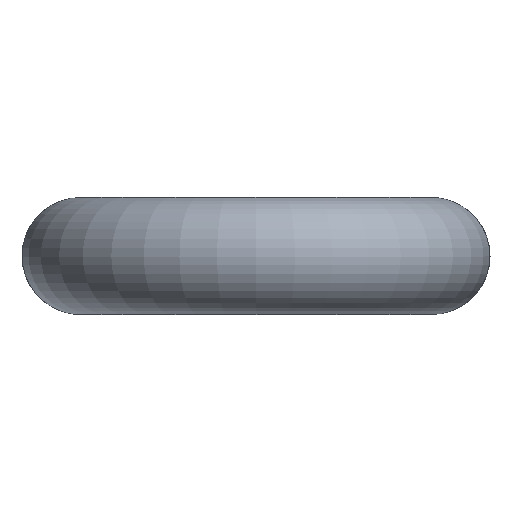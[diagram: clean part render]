
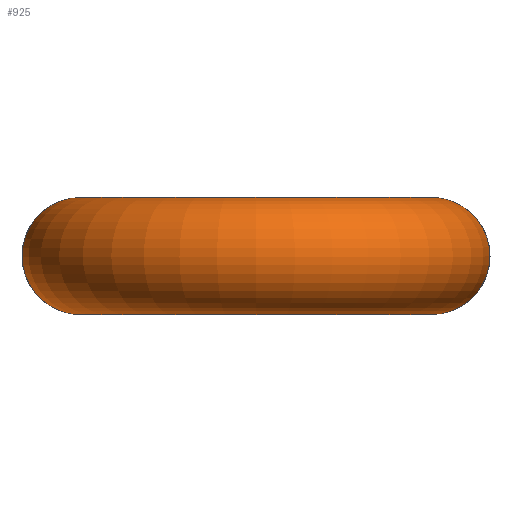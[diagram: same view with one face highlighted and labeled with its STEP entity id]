
A CAD part, front view. The second image highlights one B-rep face of the part: STEP entity #925.
In plain terms, the highlighted toroidal (fillet/blend) face has major radius 24.003 mm and minor radius 8.001 mm.
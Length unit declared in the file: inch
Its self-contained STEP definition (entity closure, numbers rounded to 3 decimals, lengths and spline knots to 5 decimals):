
#15=CARTESIAN_POINT('',(0.,0.0275,-0.315));
#16=DIRECTION('',(0.,0.,-1.));
#17=DIRECTION('',(0.997,-0.071,0.));
#18=AXIS2_PLACEMENT_3D('',#15,#16,#17);
#25=CARTESIAN_POINT('',(0.94258,-0.04,
-0.315));
#26=CARTESIAN_POINT('',(0.95431,-0.04011,
-0.315));
#27=CARTESIAN_POINT('',(0.97714,-0.04031,
-0.31369));
#28=CARTESIAN_POINT('',(1.00885,-0.04057,
-0.30851));
#29=CARTESIAN_POINT('',(1.03862,-0.0408,
-0.30057));
#30=CARTESIAN_POINT('',(1.0667,-0.04101,
-0.29012));
#31=CARTESIAN_POINT('',(1.0934,-0.0412,
-0.27722));
#32=CARTESIAN_POINT('',(1.119,-0.04138,
-0.26174));
#33=CARTESIAN_POINT('',(1.14299,-0.04153,
-0.2439));
#34=CARTESIAN_POINT('',(1.16473,-0.04167,
-0.22433));
#35=CARTESIAN_POINT('',(1.18535,-0.0418,
-0.20202));
#36=CARTESIAN_POINT('',(1.20547,-0.04192,
-0.17538));
#37=CARTESIAN_POINT('',(1.22505,-0.04203,
-0.14233));
#38=CARTESIAN_POINT('',(1.24241,-0.04213,
-0.10166));
#39=CARTESIAN_POINT('',(1.25487,-0.0422,
-0.0539));
#40=CARTESIAN_POINT('',(1.25967,-0.04222,
-0.00004));
#41=CARTESIAN_POINT('',(1.25489,-0.0422,0.05382));
#42=CARTESIAN_POINT('',(1.24243,-0.04213,0.10161));
#43=CARTESIAN_POINT('',(1.22506,-0.04203,0.1423));
#44=CARTESIAN_POINT('',(1.20547,-0.04192,0.17538));
#45=CARTESIAN_POINT('',(1.18534,-0.0418,0.20203));
#46=CARTESIAN_POINT('',(1.16471,-0.04167,0.22435));
#47=CARTESIAN_POINT('',(1.14297,-0.04153,0.24391));
#48=CARTESIAN_POINT('',(1.11898,-0.04137,0.26175));
#49=CARTESIAN_POINT('',(1.09337,-0.0412,0.27724));
#50=CARTESIAN_POINT('',(1.06667,-0.04101,0.29013));
#51=CARTESIAN_POINT('',(1.0386,-0.0408,0.30057));
#52=CARTESIAN_POINT('',(1.00883,-0.04057,0.30851));
#53=CARTESIAN_POINT('',(0.97713,-0.04031,
0.31369));
#54=CARTESIAN_POINT('',(0.95431,-0.04011,
0.315));
#55=CARTESIAN_POINT('',(0.94258,-0.04,
0.315));
#57=CARTESIAN_POINT('',(-0.94258,-0.04,
0.315));
#58=CARTESIAN_POINT('',(-0.95431,-0.04011,
0.315));
#59=CARTESIAN_POINT('',(-0.97713,-0.04031,
0.31369));
#60=CARTESIAN_POINT('',(-1.00883,-0.04057,
0.30851));
#61=CARTESIAN_POINT('',(-1.0386,-0.0408,
0.30057));
#62=CARTESIAN_POINT('',(-1.06667,-0.04101,
0.29013));
#63=CARTESIAN_POINT('',(-1.09337,-0.0412,
0.27724));
#64=CARTESIAN_POINT('',(-1.11898,-0.04137,
0.26175));
#65=CARTESIAN_POINT('',(-1.14297,-0.04153,
0.24391));
#66=CARTESIAN_POINT('',(-1.16472,-0.04167,
0.22435));
#67=CARTESIAN_POINT('',(-1.18534,-0.0418,
0.20203));
#68=CARTESIAN_POINT('',(-1.20547,-0.04192,
0.17538));
#69=CARTESIAN_POINT('',(-1.22506,-0.04203,
0.1423));
#70=CARTESIAN_POINT('',(-1.24243,-0.04213,
0.10161));
#71=CARTESIAN_POINT('',(-1.25489,-0.0422,
0.05382));
#72=CARTESIAN_POINT('',(-1.25967,-0.04222,
-0.00005));
#73=CARTESIAN_POINT('',(-1.25487,-0.0422,
-0.0539));
#74=CARTESIAN_POINT('',(-1.24241,-0.04213,
-0.10167));
#75=CARTESIAN_POINT('',(-1.22505,-0.04203,
-0.14233));
#76=CARTESIAN_POINT('',(-1.20546,-0.04192,
-0.17538));
#77=CARTESIAN_POINT('',(-1.18535,-0.0418,
-0.20202));
#78=CARTESIAN_POINT('',(-1.16473,-0.04167,
-0.22433));
#79=CARTESIAN_POINT('',(-1.14299,-0.04153,
-0.2439));
#80=CARTESIAN_POINT('',(-1.119,-0.04137,
-0.26174));
#81=CARTESIAN_POINT('',(-1.0934,-0.0412,
-0.27722));
#82=CARTESIAN_POINT('',(-1.0667,-0.04101,
-0.29012));
#83=CARTESIAN_POINT('',(-1.03862,-0.0408,
-0.30057));
#84=CARTESIAN_POINT('',(-1.00885,-0.04057,
-0.30851));
#85=CARTESIAN_POINT('',(-0.97714,-0.04031,
-0.31369));
#86=CARTESIAN_POINT('',(-0.95431,-0.04011,
-0.315));
#87=CARTESIAN_POINT('',(-0.94258,-0.04,
-0.315));
#404=CARTESIAN_POINT('',(0.,0.0275,0.315));
#405=DIRECTION('',(0.,0.,1.));
#406=DIRECTION('',(-0.997,-0.071,0.));
#407=AXIS2_PLACEMENT_3D('',#404,#405,#406);
#706=CARTESIAN_POINT('',(0.94258,-0.04,
0.315));
#708=VERTEX_POINT('',#706);
#710=VERTEX_POINT('',#25);
#726=CARTESIAN_POINT('',(-0.94258,-0.04,
-0.315));
#727=VERTEX_POINT('',#726);
#728=VERTEX_POINT('',#57);
#912=CARTESIAN_POINT('',(0.,0.0275,0.));
#913=DIRECTION('',(0.,0.,1.));
#914=DIRECTION('',(-1.,-0.016,0.));
#915=AXIS2_PLACEMENT_3D('',#912,#913,#914);
#916=TOROIDAL_SURFACE('',#915,0.945,0.315);
#917=ORIENTED_EDGE('',*,*,#902,.F.);
#918=ORIENTED_EDGE('',*,*,#749,.T.);
#920=ORIENTED_EDGE('',*,*,#919,.F.);
#922=ORIENTED_EDGE('',*,*,#921,.T.);
#923=EDGE_LOOP('',(#917,#918,#920,#922));
#924=FACE_OUTER_BOUND('',#923,.F.);
#925=ADVANCED_FACE('',(#924),#916,.T.);
#19=CIRCLE('',#18,0.945);
#56=B_SPLINE_CURVE_WITH_KNOTS('',3,(#25,#26,#27,#28,#29,#30,#31,#32,#33,#34,#35,
#36,#37,#38,#39,#40,#41,#42,#43,#44,#45,#46,#47,#48,#49,#50,#51,#52,#53,#54,
#55),.UNSPECIFIED.,.F.,.F.,(4,1,1,1,1,1,1,1,1,1,1,1,1,1,1,1,1,1,1,1,1,1,1,1,1,1,
1,1,4),(0.,0.03571,0.07143,0.10714,
0.14286,0.17857,0.21429,0.25,0.28571,
0.32143,0.35714,0.39286,0.42857,
0.46429,0.5,0.53571,0.57143,0.60714,
0.64286,0.67857,0.71429,0.75,0.78571,
0.82143,0.85714,0.89286,0.92857,
0.96429,1.),.UNSPECIFIED.);
#88=B_SPLINE_CURVE_WITH_KNOTS('',3,(#57,#58,#59,#60,#61,#62,#63,#64,#65,#66,#67,
#68,#69,#70,#71,#72,#73,#74,#75,#76,#77,#78,#79,#80,#81,#82,#83,#84,#85,#86,
#87),.UNSPECIFIED.,.F.,.F.,(4,1,1,1,1,1,1,1,1,1,1,1,1,1,1,1,1,1,1,1,1,1,1,1,1,1,
1,1,4),(0.,0.03571,0.07143,0.10714,
0.14286,0.17857,0.21429,0.25,0.28571,
0.32143,0.35714,0.39286,0.42857,
0.46429,0.5,0.53571,0.57143,0.60714,
0.64286,0.67857,0.71429,0.75,0.78571,
0.82143,0.85714,0.89286,0.92857,
0.96429,1.),.UNSPECIFIED.);
#408=CIRCLE('',#407,0.945);
#749=EDGE_CURVE('',#710,#727,#19,.T.);
#902=EDGE_CURVE('',#710,#708,#56,.T.);
#919=EDGE_CURVE('',#728,#727,#88,.T.);
#921=EDGE_CURVE('',#728,#708,#408,.T.);
